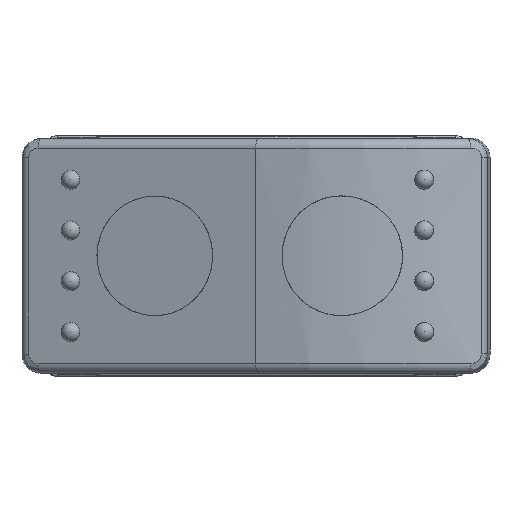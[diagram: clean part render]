
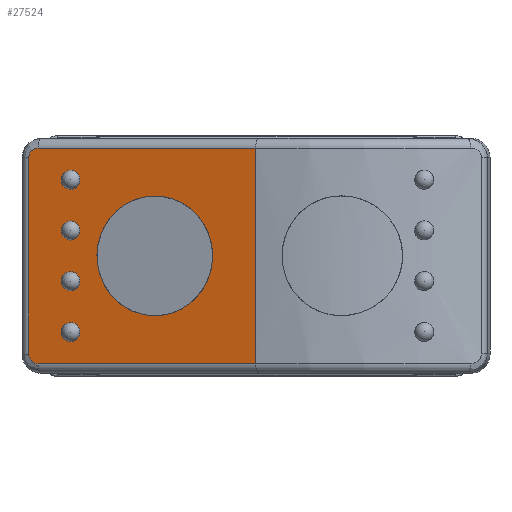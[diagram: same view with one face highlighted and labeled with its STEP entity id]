
A CAD part, top view. The second image highlights one B-rep face of the part: STEP entity #27524.
In plain terms, the highlighted planar face has unit normal (-0.294, 0, 0.956).
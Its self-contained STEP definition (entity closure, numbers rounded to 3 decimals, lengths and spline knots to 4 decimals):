
#415=FACE_BOUND('',#8870,.T.);
#416=FACE_BOUND('',#8871,.T.);
#417=FACE_BOUND('',#8872,.T.);
#418=FACE_BOUND('',#8873,.T.);
#419=FACE_BOUND('',#8874,.T.);
#554=ELLIPSE('',#29078,0.6313,0.625);
#558=ELLIPSE('',#29131,0.101,0.1);
#561=ELLIPSE('',#29139,0.101,0.1);
#870=LINE('',#39217,#3642);
#894=LINE('',#39473,#3666);
#896=LINE('',#39509,#3668);
#897=LINE('',#39511,#3669);
#3642=VECTOR('',#31224,1.);
#3666=VECTOR('',#31342,1.);
#3668=VECTOR('',#31356,1.);
#3669=VECTOR('',#31359,1.);
#6399=PLANE('',#29168);
#7305=FACE_OUTER_BOUND('',#8869,.T.);
#8869=EDGE_LOOP('',(#19016,#19017,#19018,#19019,#19020,#19021));
#8870=EDGE_LOOP('',(#19022));
#8871=EDGE_LOOP('',(#19023));
#8872=EDGE_LOOP('',(#19024));
#8873=EDGE_LOOP('',(#19025));
#8874=EDGE_LOOP('',(#19026));
#10532=CIRCLE('',#29093,0.1);
#10534=CIRCLE('',#29096,0.1);
#10536=CIRCLE('',#29099,0.1);
#10538=CIRCLE('',#29102,0.1);
#11750=VERTEX_POINT('',#38976);
#11766=VERTEX_POINT('',#39214);
#11767=VERTEX_POINT('',#39216);
#11773=VERTEX_POINT('',#39278);
#11775=VERTEX_POINT('',#39283);
#11777=VERTEX_POINT('',#39288);
#11779=VERTEX_POINT('',#39293);
#11803=VERTEX_POINT('',#39463);
#11804=VERTEX_POINT('',#39465);
#11806=VERTEX_POINT('',#39499);
#11808=VERTEX_POINT('',#39503);
#14534=EDGE_CURVE('',#11750,#11750,#554,.T.);
#14552=EDGE_CURVE('',#11766,#11767,#870,.T.);
#14559=EDGE_CURVE('',#11773,#11773,#10532,.T.);
#14561=EDGE_CURVE('',#11775,#11775,#10534,.T.);
#14563=EDGE_CURVE('',#11777,#11777,#10536,.T.);
#14565=EDGE_CURVE('',#11779,#11779,#10538,.T.);
#14607=EDGE_CURVE('',#11803,#11804,#558,.T.);
#14611=EDGE_CURVE('',#11767,#11803,#894,.T.);
#14615=EDGE_CURVE('',#11808,#11806,#561,.T.);
#14617=EDGE_CURVE('',#11806,#11766,#896,.T.);
#14618=EDGE_CURVE('',#11804,#11808,#897,.T.);
#19016=ORIENTED_EDGE('',*,*,#14607,.F.);
#19017=ORIENTED_EDGE('',*,*,#14611,.F.);
#19018=ORIENTED_EDGE('',*,*,#14552,.F.);
#19019=ORIENTED_EDGE('',*,*,#14617,.F.);
#19020=ORIENTED_EDGE('',*,*,#14615,.F.);
#19021=ORIENTED_EDGE('',*,*,#14618,.F.);
#19022=ORIENTED_EDGE('',*,*,#14534,.T.);
#19023=ORIENTED_EDGE('',*,*,#14559,.T.);
#19024=ORIENTED_EDGE('',*,*,#14565,.T.);
#19025=ORIENTED_EDGE('',*,*,#14563,.T.);
#19026=ORIENTED_EDGE('',*,*,#14561,.T.);
#27524=ADVANCED_FACE('',(#7305,#415,#416,#417,#418,#419),#6399,.T.);
#29078=AXIS2_PLACEMENT_3D('',#38977,#31200,#31201);
#29093=AXIS2_PLACEMENT_3D('',#39279,#31234,#31235);
#29096=AXIS2_PLACEMENT_3D('',#39284,#31240,#31241);
#29099=AXIS2_PLACEMENT_3D('',#39289,#31246,#31247);
#29102=AXIS2_PLACEMENT_3D('',#39294,#31252,#31253);
#29131=AXIS2_PLACEMENT_3D('',#39466,#31331,#31332);
#29139=AXIS2_PLACEMENT_3D('',#39505,#31349,#31350);
#29168=AXIS2_PLACEMENT_3D('',#39562,#31425,#31426);
#31200=DIRECTION('center_axis',(0.295,0.,
-0.956));
#31201=DIRECTION('ref_axis',(0.956,0.,0.295));
#31224=DIRECTION('',(0.,-1.,0.));
#31234=DIRECTION('center_axis',(0.295,0.,
-0.956));
#31235=DIRECTION('ref_axis',(-0.956,0.,-0.295));
#31240=DIRECTION('center_axis',(0.295,0.,
-0.956));
#31241=DIRECTION('ref_axis',(-0.956,0.,-0.295));
#31246=DIRECTION('center_axis',(0.295,0.,
-0.956));
#31247=DIRECTION('ref_axis',(-0.956,0.,-0.295));
#31252=DIRECTION('center_axis',(0.295,0.,
-0.956));
#31253=DIRECTION('ref_axis',(-0.956,0.,-0.295));
#31331=DIRECTION('center_axis',(0.295,0.,
-0.956));
#31332=DIRECTION('ref_axis',(-0.956,0.,-0.295));
#31342=DIRECTION('',(-0.956,0.,-0.295));
#31349=DIRECTION('center_axis',(0.295,0.,
-0.956));
#31350=DIRECTION('ref_axis',(-0.956,0.,-0.295));
#31356=DIRECTION('',(0.956,0.,0.295));
#31359=DIRECTION('',(0.,1.,0.));
#31425=DIRECTION('center_axis',(-0.295,0.,
0.956));
#31426=DIRECTION('ref_axis',(0.,-1.,0.));
#38976=CARTESIAN_POINT('',(-1.6641,0.,3.669));
#38977=CARTESIAN_POINT('Origin',(-1.0608,0.,
3.855));
#39214=CARTESIAN_POINT('',(-0.0082,1.125,4.1794));
#39216=CARTESIAN_POINT('',(-0.0082,-1.125,4.1794));
#39217=CARTESIAN_POINT('',(-0.0082,0.,4.1794));
#39278=CARTESIAN_POINT('',(-2.034,0.795,3.555));
#39279=CARTESIAN_POINT('Origin',(-1.9385,0.795,3.5844));
#39283=CARTESIAN_POINT('',(-2.034,-0.795,3.555));
#39284=CARTESIAN_POINT('Origin',(-1.9385,-0.795,3.5844));
#39288=CARTESIAN_POINT('',(-2.034,-0.265,3.555));
#39289=CARTESIAN_POINT('Origin',(-1.9385,-0.265,3.5844));
#39293=CARTESIAN_POINT('',(-2.034,0.265,3.555));
#39294=CARTESIAN_POINT('Origin',(-1.9385,0.265,3.5844));
#39463=CARTESIAN_POINT('',(-2.2811,-1.125,3.4788));
#39465=CARTESIAN_POINT('',(-2.3776,-1.025,3.4491));
#39466=CARTESIAN_POINT('Origin',(-2.2811,-1.025,3.4788));
#39473=CARTESIAN_POINT('',(-1.3212,-1.125,3.7747));
#39499=CARTESIAN_POINT('',(-2.2811,1.125,3.4788));
#39503=CARTESIAN_POINT('',(-2.3776,1.025,3.4491));
#39505=CARTESIAN_POINT('Origin',(-2.2811,1.025,3.4788));
#39509=CARTESIAN_POINT('',(-1.3212,1.125,3.7747));
#39511=CARTESIAN_POINT('',(-2.3776,0.,3.4491));
#39562=CARTESIAN_POINT('Origin',(-2.4605,0.,
3.4235));
